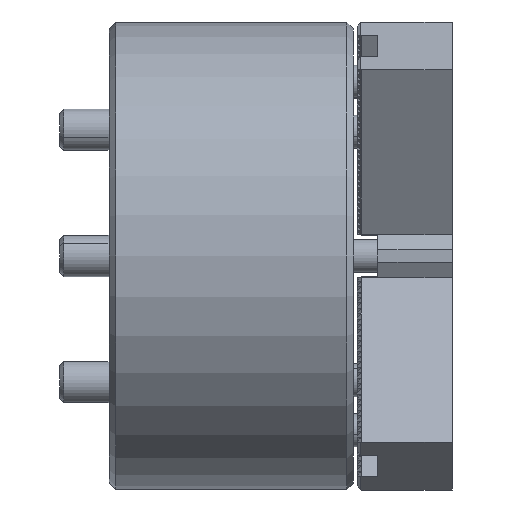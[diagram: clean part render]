
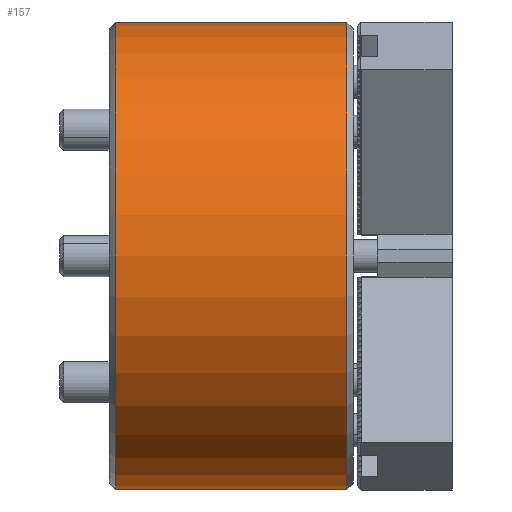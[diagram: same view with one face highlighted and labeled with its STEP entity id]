
A CAD part, front view. The second image highlights one B-rep face of the part: STEP entity #157.
In plain terms, the highlighted cylindrical face has radius 56.5 mm (diameter 113 mm), a partial arc.
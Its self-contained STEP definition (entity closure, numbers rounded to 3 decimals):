
#28 = LINE ( 'NONE', #3292, #14612 ) ;
#150 = EDGE_CURVE ( 'NONE', #14486, #221, #3818, .T. ) ;
#157 = ADVANCED_FACE ( 'NONE', ( #742 ), #3456, .T. ) ;
#221 = VERTEX_POINT ( 'NONE', #11090 ) ;
#382 = DIRECTION ( 'NONE',  ( 1., 0., 0. ) ) ;
#742 = FACE_OUTER_BOUND ( 'NONE', #14704, .T. ) ;
#1027 = EDGE_CURVE ( 'NONE', #14486, #6429, #4144, .T. ) ;
#1254 = AXIS2_PLACEMENT_3D ( 'NONE', #3438, #2723, #3186 ) ;
#1311 = VERTEX_POINT ( 'NONE', #8923 ) ;
#1543 = CARTESIAN_POINT ( 'NONE',  ( 0., 0., 56.5 ) ) ;
#2723 = DIRECTION ( 'NONE',  ( 1., 0., 0. ) ) ;
#3186 = DIRECTION ( 'NONE',  ( 0., 0., -1. ) ) ;
#3292 = CARTESIAN_POINT ( 'NONE',  ( 0., 0., -56.5 ) ) ;
#3438 = CARTESIAN_POINT ( 'NONE',  ( 0., 0., 0. ) ) ;
#3456 = CYLINDRICAL_SURFACE ( 'NONE', #1254, 56.5 ) ;
#3817 = CARTESIAN_POINT ( 'NONE',  ( -1.5, 0., 0. ) ) ;
#3818 = CIRCLE ( 'NONE', #13150, 56.5 ) ;
#3953 = ORIENTED_EDGE ( 'NONE', *, *, #10353, .F. ) ;
#4144 = LINE ( 'NONE', #1543, #12626 ) ;
#4805 = EDGE_CURVE ( 'NONE', #221, #1311, #28, .T. ) ;
#4981 = DIRECTION ( 'NONE',  ( 0., 0., -1. ) ) ;
#6429 = VERTEX_POINT ( 'NONE', #8262 ) ;
#6699 = DIRECTION ( 'NONE',  ( 1., 0., 0. ) ) ;
#7712 = AXIS2_PLACEMENT_3D ( 'NONE', #3817, #11883, #4981 ) ;
#7867 = CARTESIAN_POINT ( 'NONE',  ( -57.5, 0., 0. ) ) ;
#8262 = CARTESIAN_POINT ( 'NONE',  ( -1.5, 0., 56.5 ) ) ;
#8318 = CARTESIAN_POINT ( 'NONE',  ( -57.5, 0., 56.5 ) ) ;
#8923 = CARTESIAN_POINT ( 'NONE',  ( -1.5, 0., -56.5 ) ) ;
#9265 = CIRCLE ( 'NONE', #7712, 56.5 ) ;
#10353 = EDGE_CURVE ( 'NONE', #6429, #1311, #9265, .T. ) ;
#11090 = CARTESIAN_POINT ( 'NONE',  ( -57.5, 0., -56.5 ) ) ;
#11883 = DIRECTION ( 'NONE',  ( 1., 0., 0. ) ) ;
#12471 = DIRECTION ( 'NONE',  ( 0., 0., -1. ) ) ;
#12476 = DIRECTION ( 'NONE',  ( 1., 0., 0. ) ) ;
#12626 = VECTOR ( 'NONE', #382, 1000. ) ;
#13150 = AXIS2_PLACEMENT_3D ( 'NONE', #7867, #6699, #12471 ) ;
#13322 = ORIENTED_EDGE ( 'NONE', *, *, #150, .T. ) ;
#13501 = ORIENTED_EDGE ( 'NONE', *, *, #4805, .T. ) ;
#13648 = ORIENTED_EDGE ( 'NONE', *, *, #1027, .F. ) ;
#14486 = VERTEX_POINT ( 'NONE', #8318 ) ;
#14612 = VECTOR ( 'NONE', #12476, 1000. ) ;
#14704 = EDGE_LOOP ( 'NONE', ( #13648, #13322, #13501, #3953 ) ) ;
